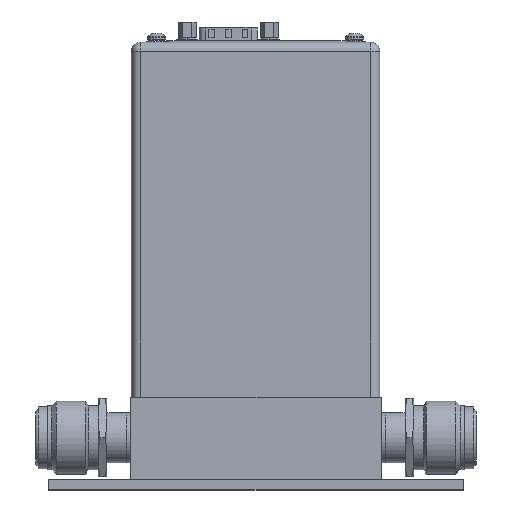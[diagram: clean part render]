
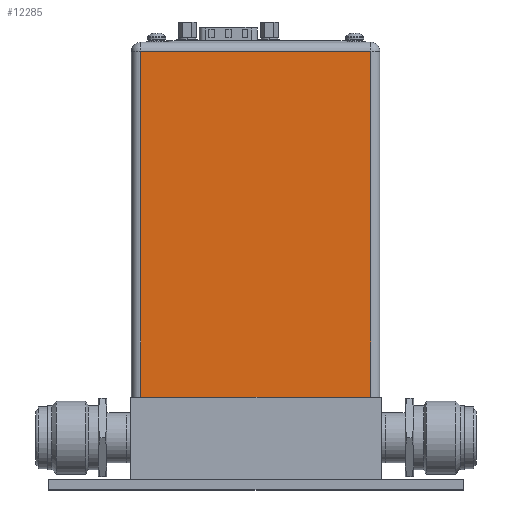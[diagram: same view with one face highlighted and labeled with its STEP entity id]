
A CAD part, top view. The second image highlights one B-rep face of the part: STEP entity #12285.
In plain terms, the highlighted planar face has unit normal (0, 0, 1).
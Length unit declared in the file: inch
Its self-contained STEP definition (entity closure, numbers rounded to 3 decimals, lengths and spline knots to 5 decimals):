
#11126=DIRECTION('',(0.,1.,0.));
#11127=VECTOR('',#11126,4.14);
#11128=CARTESIAN_POINT('',(1.3775,0.,1.425));
#11129=LINE('',#11128,#11127);
#11134=DIRECTION('',(-1.,0.,0.));
#11135=VECTOR('',#11134,2.755);
#11136=CARTESIAN_POINT('',(1.3775,0.,1.425));
#11137=LINE('',#11136,#11135);
#11142=DIRECTION('',(0.,-1.,0.));
#11143=VECTOR('',#11142,4.14);
#11144=CARTESIAN_POINT('',(-1.3775,4.14,1.425));
#11145=LINE('',#11144,#11143);
#11329=DIRECTION('',(-1.,0.,0.));
#11330=VECTOR('',#11329,2.755);
#11331=CARTESIAN_POINT('',(1.3775,4.14,1.425));
#11332=LINE('',#11331,#11330);
#11940=CARTESIAN_POINT('',(-1.3775,0.,1.425));
#11941=VERTEX_POINT('',#11940);
#11942=CARTESIAN_POINT('',(1.3775,0.,1.425));
#11943=VERTEX_POINT('',#11942);
#12145=CARTESIAN_POINT('',(-1.3775,4.14,1.425));
#12146=VERTEX_POINT('',#12145);
#12147=CARTESIAN_POINT('',(1.3775,4.14,1.425));
#12148=VERTEX_POINT('',#12147);
#12272=CARTESIAN_POINT('',(-1.4875,0.,1.425));
#12273=DIRECTION('',(0.,0.,1.));
#12274=DIRECTION('',(1.,0.,0.));
#12275=AXIS2_PLACEMENT_3D('',#12272,#12273,#12274);
#12276=PLANE('',#12275);
#12277=ORIENTED_EDGE('',*,*,#12264,.F.);
#12278=ORIENTED_EDGE('',*,*,#12192,.T.);
#12280=ORIENTED_EDGE('',*,*,#12279,.F.);
#12282=ORIENTED_EDGE('',*,*,#12281,.F.);
#12283=EDGE_LOOP('',(#12277,#12278,#12280,#12282));
#12284=FACE_OUTER_BOUND('',#12283,.F.);
#12285=ADVANCED_FACE('',(#12284),#12276,.T.);
#12192=EDGE_CURVE('',#11943,#11941,#11137,.T.);
#12264=EDGE_CURVE('',#11943,#12148,#11129,.T.);
#12279=EDGE_CURVE('',#12146,#11941,#11145,.T.);
#12281=EDGE_CURVE('',#12148,#12146,#11332,.T.);
